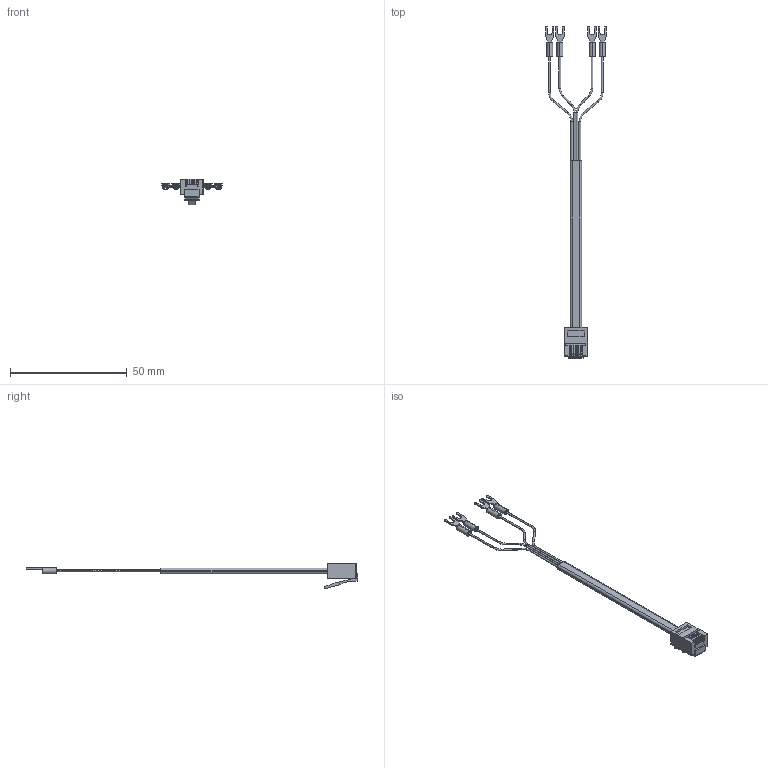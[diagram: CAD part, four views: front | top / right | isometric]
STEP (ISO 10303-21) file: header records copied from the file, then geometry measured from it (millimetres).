
FILE_DESCRIPTION (( 'STEP AP203' ), '1' );
FILE_NAME ('TDC018.STEP', '2006-06-23T20:21:27', ( 'lcom' ), ( 'lcom' ), 'SwSTEP 2.0', 'SolidWorks 2006004', '' );
FILE_SCHEMA (( 'CONFIG_CONTROL_DESIGN' ));
Length unit declared in the file: inch
Products named in the file (4): 3AB16-013; TDC018; TSP3066-PROD; TDB6-PROD_4 COND FLAT CABLE
Assembly tree (6 placements, depth 2):
  TDC018
    3AB16-013  x4
    TSP3066-PROD
    TDB6-PROD_4 COND FLAT CABLE
Bounding box: 26.04 x 141.88 x 11.03 mm (x, y, z)
Volume: 1729.2 mm3; surface area: 3104.8 mm2
Topology: 6 solids, 6 shells, 320 faces, 822 edges, 524 vertices
Faces by surface type: plane 183, cylinder 104, bspline 17, torus 16
Entity records: 9523 total; most frequent: CARTESIAN_POINT 2821, ORIENTED_EDGE 1302, DIRECTION 1283, EDGE_CURVE 651, VECTOR 435, LINE 435, AXIS2_PLACEMENT_3D 424, VERTEX_POINT 416
